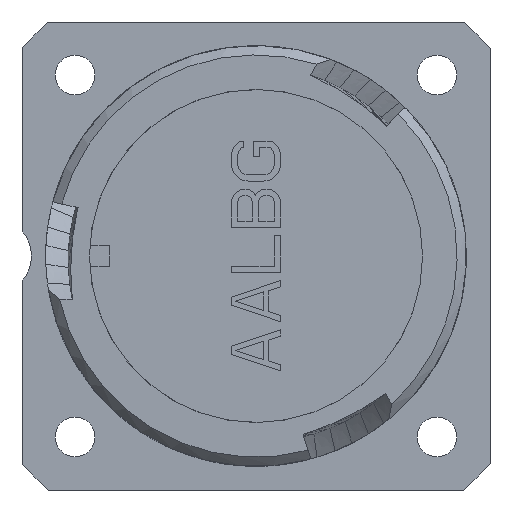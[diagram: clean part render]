
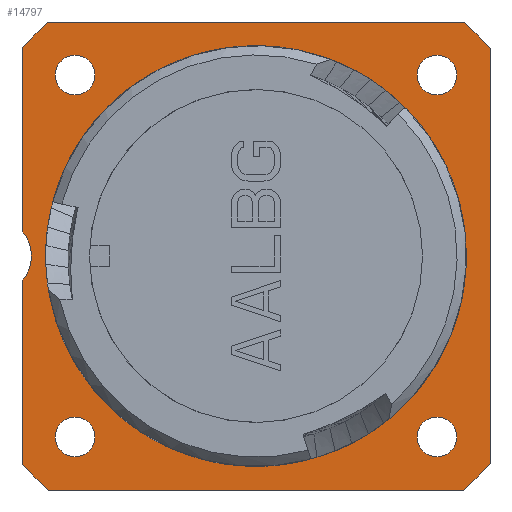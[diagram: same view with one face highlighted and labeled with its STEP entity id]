
A CAD part, left-side view. The second image highlights one B-rep face of the part: STEP entity #14797.
In plain terms, the highlighted planar face has unit normal (-1, 0, 0).
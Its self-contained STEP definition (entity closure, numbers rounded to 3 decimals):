
#599=CARTESIAN_POINT('',(19.,0.,0.));
#600=DIRECTION('',(1.,0.,0.));
#601=DIRECTION('',(0.,1.,0.));
#602=AXIS2_PLACEMENT_3D('',#599,#600,#601);
#1578=CARTESIAN_POINT('',(19.,0.,0.));
#1579=DIRECTION('',(-1.,0.,0.));
#1580=DIRECTION('',(0.,1.,0.));
#1581=AXIS2_PLACEMENT_3D('',#1578,#1579,#1580);
#2878=CARTESIAN_POINT('',(19.,21.42,0.));
#2879=DIRECTION('',(-1.,0.,0.));
#2880=DIRECTION('',(0.,-0.761,-0.649));
#2881=AXIS2_PLACEMENT_3D('',#2878,#2879,#2880);
#2883=DIRECTION('',(0.,0.,1.));
#2884=VECTOR('',#2883,14.794);
#2885=CARTESIAN_POINT('',(19.,19.,2.063));
#2886=LINE('922',#2885,#2884);
#2887=CARTESIAN_POINT('',(19.,0.,0.));
#2888=DIRECTION('',(1.,0.,0.));
#2889=DIRECTION('',(0.,0.748,0.664));
#2890=AXIS2_PLACEMENT_3D('',#2887,#2888,#2889);
#2892=DIRECTION('',(0.,-1.,0.));
#2893=VECTOR('',#2892,33.714);
#2894=CARTESIAN_POINT('',(19.,16.857,19.));
#2895=LINE('751',#2894,#2893);
#2896=CARTESIAN_POINT('',(19.,0.,0.));
#2897=DIRECTION('',(1.,0.,0.));
#2898=DIRECTION('',(0.,-0.664,0.748));
#2899=AXIS2_PLACEMENT_3D('',#2896,#2897,#2898);
#2901=DIRECTION('',(0.,0.,-1.));
#2902=VECTOR('',#2901,33.714);
#2903=CARTESIAN_POINT('',(19.,-19.,16.857));
#2904=LINE('750',#2903,#2902);
#2905=CARTESIAN_POINT('',(19.,0.,0.));
#2906=DIRECTION('',(-1.,0.,0.));
#2907=DIRECTION('',(0.,-0.664,-0.748));
#2908=AXIS2_PLACEMENT_3D('',#2905,#2906,#2907);
#2910=DIRECTION('',(0.,1.,0.));
#2911=VECTOR('',#2910,33.714);
#2912=CARTESIAN_POINT('',(19.,-16.857,-19.));
#2913=LINE('749',#2912,#2911);
#2914=CARTESIAN_POINT('',(19.,0.,0.));
#2915=DIRECTION('',(-1.,0.,0.));
#2916=DIRECTION('',(0.,0.748,-0.664));
#2917=AXIS2_PLACEMENT_3D('',#2914,#2915,#2916);
#2919=DIRECTION('',(0.,0.,1.));
#2920=VECTOR('',#2919,14.794);
#2921=CARTESIAN_POINT('',(19.,19.,-16.857));
#2922=LINE('921',#2921,#2920);
#2923=CARTESIAN_POINT('',(19.,14.695,-14.695));
#2924=DIRECTION('',(1.,0.,0.));
#2925=DIRECTION('',(0.,0.,-1.));
#2926=AXIS2_PLACEMENT_3D('',#2923,#2924,#2925);
#2928=CARTESIAN_POINT('',(19.,14.695,-14.695));
#2929=DIRECTION('',(1.,0.,0.));
#2930=DIRECTION('',(0.,0.,1.));
#2931=AXIS2_PLACEMENT_3D('',#2928,#2929,#2930);
#2933=CARTESIAN_POINT('',(19.,14.695,14.695));
#2934=DIRECTION('',(1.,0.,0.));
#2935=DIRECTION('',(0.,0.,-1.));
#2936=AXIS2_PLACEMENT_3D('',#2933,#2934,#2935);
#2938=CARTESIAN_POINT('',(19.,14.695,14.695));
#2939=DIRECTION('',(1.,0.,0.));
#2940=DIRECTION('',(0.,0.,1.));
#2941=AXIS2_PLACEMENT_3D('',#2938,#2939,#2940);
#2943=CARTESIAN_POINT('',(19.,-14.695,14.695));
#2944=DIRECTION('',(1.,0.,0.));
#2945=DIRECTION('',(0.,0.,-1.));
#2946=AXIS2_PLACEMENT_3D('',#2943,#2944,#2945);
#2948=CARTESIAN_POINT('',(19.,-14.695,14.695));
#2949=DIRECTION('',(1.,0.,0.));
#2950=DIRECTION('',(0.,0.,1.));
#2951=AXIS2_PLACEMENT_3D('',#2948,#2949,#2950);
#2953=CARTESIAN_POINT('',(19.,-14.695,-14.695));
#2954=DIRECTION('',(1.,0.,0.));
#2955=DIRECTION('',(0.,0.,-1.));
#2956=AXIS2_PLACEMENT_3D('',#2953,#2954,#2955);
#2958=CARTESIAN_POINT('',(19.,-14.695,-14.695));
#2959=DIRECTION('',(1.,0.,0.));
#2960=DIRECTION('',(0.,0.,1.));
#2961=AXIS2_PLACEMENT_3D('',#2958,#2959,#2960);
#5966=CARTESIAN_POINT('',(19.,17.08,0.));
#5967=CARTESIAN_POINT('',(19.,-17.08,0.));
#5968=VERTEX_POINT('',#5966);
#5969=VERTEX_POINT('',#5967);
#5982=CARTESIAN_POINT('',(19.,-16.857,-19.));
#5983=CARTESIAN_POINT('',(19.,16.857,-19.));
#5984=VERTEX_POINT('',#5982);
#5985=VERTEX_POINT('',#5983);
#5986=CARTESIAN_POINT('',(19.,-19.,16.857));
#5987=CARTESIAN_POINT('',(19.,-19.,-16.857));
#5988=VERTEX_POINT('',#5986);
#5989=VERTEX_POINT('',#5987);
#5990=CARTESIAN_POINT('',(19.,16.857,19.));
#5991=CARTESIAN_POINT('',(19.,-16.857,19.));
#5992=VERTEX_POINT('',#5990);
#5993=VERTEX_POINT('',#5991);
#6117=CARTESIAN_POINT('',(19.,14.695,-16.31));
#6118=CARTESIAN_POINT('',(19.,14.695,-13.08));
#6119=VERTEX_POINT('',#6117);
#6120=VERTEX_POINT('',#6118);
#6121=CARTESIAN_POINT('',(19.,14.695,13.08));
#6122=CARTESIAN_POINT('',(19.,14.695,16.31));
#6123=VERTEX_POINT('',#6121);
#6124=VERTEX_POINT('',#6122);
#6125=CARTESIAN_POINT('',(19.,-14.695,13.08));
#6126=CARTESIAN_POINT('',(19.,-14.695,16.31));
#6127=VERTEX_POINT('',#6125);
#6128=VERTEX_POINT('',#6126);
#6129=CARTESIAN_POINT('',(19.,-14.695,-16.31));
#6130=CARTESIAN_POINT('',(19.,-14.695,-13.08));
#6131=VERTEX_POINT('',#6129);
#6132=VERTEX_POINT('',#6130);
#6133=CARTESIAN_POINT('',(19.,19.,16.857));
#6135=VERTEX_POINT('',#6133);
#6137=CARTESIAN_POINT('',(19.,19.,-16.857));
#6139=VERTEX_POINT('',#6137);
#6165=CARTESIAN_POINT('',(19.,19.,-2.063));
#6166=CARTESIAN_POINT('',(19.,19.,2.063));
#6167=VERTEX_POINT('',#6165);
#6168=VERTEX_POINT('',#6166);
#14742=CARTESIAN_POINT('',(19.,0.,0.));
#14743=DIRECTION('',(1.,0.,0.));
#14744=DIRECTION('',(0.,-1.,0.));
#14745=AXIS2_PLACEMENT_3D('',#14742,#14743,#14744);
#14746=PLANE('250',#14745);
#14748=ORIENTED_EDGE('916',*,*,#14747,.T.);
#14750=ORIENTED_EDGE('922',*,*,#14749,.T.);
#14752=ORIENTED_EDGE('898',*,*,#14751,.T.);
#14754=ORIENTED_EDGE('751',*,*,#14753,.T.);
#14756=ORIENTED_EDGE('899',*,*,#14755,.T.);
#14758=ORIENTED_EDGE('750',*,*,#14757,.T.);
#14760=ORIENTED_EDGE('903',*,*,#14759,.F.);
#14762=ORIENTED_EDGE('749',*,*,#14761,.T.);
#14764=ORIENTED_EDGE('902',*,*,#14763,.F.);
#14766=ORIENTED_EDGE('921',*,*,#14765,.T.);
#14767=EDGE_LOOP('250',(#14748,#14750,#14752,#14754,#14756,#14758,#14760,#14762,
#14764,#14766));
#14768=FACE_OUTER_BOUND('250',#14767,.F.);
#14769=ORIENTED_EDGE('745',*,*,#10909,.T.);
#14770=ORIENTED_EDGE('744',*,*,#8021,.F.);
#14771=EDGE_LOOP('250',(#14769,#14770));
#14772=FACE_BOUND('250',#14771,.F.);
#14774=ORIENTED_EDGE('872',*,*,#14773,.F.);
#14776=ORIENTED_EDGE('873',*,*,#14775,.F.);
#14777=EDGE_LOOP('250',(#14774,#14776));
#14778=FACE_BOUND('250',#14777,.F.);
#14780=ORIENTED_EDGE('874',*,*,#14779,.F.);
#14782=ORIENTED_EDGE('875',*,*,#14781,.F.);
#14783=EDGE_LOOP('250',(#14780,#14782));
#14784=FACE_BOUND('250',#14783,.F.);
#14786=ORIENTED_EDGE('876',*,*,#14785,.F.);
#14788=ORIENTED_EDGE('877',*,*,#14787,.F.);
#14789=EDGE_LOOP('250',(#14786,#14788));
#14790=FACE_BOUND('250',#14789,.F.);
#14792=ORIENTED_EDGE('878',*,*,#14791,.F.);
#14794=ORIENTED_EDGE('879',*,*,#14793,.F.);
#14795=EDGE_LOOP('250',(#14792,#14794));
#14796=FACE_BOUND('250',#14795,.F.);
#603=CIRCLE('744',#602,17.08);
#1582=CIRCLE('745',#1581,17.08);
#2882=CIRCLE('916',#2881,3.18);
#2891=CIRCLE('898',#2890,25.4);
#2900=CIRCLE('899',#2899,25.4);
#2909=CIRCLE('903',#2908,25.4);
#2918=CIRCLE('902',#2917,25.4);
#2927=CIRCLE('872',#2926,1.615);
#2932=CIRCLE('873',#2931,1.615);
#2937=CIRCLE('874',#2936,1.615);
#2942=CIRCLE('875',#2941,1.615);
#2947=CIRCLE('876',#2946,1.615);
#2952=CIRCLE('877',#2951,1.615);
#2957=CIRCLE('878',#2956,1.615);
#2962=CIRCLE('879',#2961,1.615);
#8021=EDGE_CURVE('744',#5968,#5969,#603,.T.);
#10909=EDGE_CURVE('745',#5968,#5969,#1582,.T.);
#14747=EDGE_CURVE('916',#6167,#6168,#2882,.T.);
#14749=EDGE_CURVE('922',#6168,#6135,#2886,.T.);
#14751=EDGE_CURVE('898',#6135,#5992,#2891,.T.);
#14753=EDGE_CURVE('751',#5992,#5993,#2895,.T.);
#14755=EDGE_CURVE('899',#5993,#5988,#2900,.T.);
#14757=EDGE_CURVE('750',#5988,#5989,#2904,.T.);
#14759=EDGE_CURVE('903',#5984,#5989,#2909,.T.);
#14761=EDGE_CURVE('749',#5984,#5985,#2913,.T.);
#14763=EDGE_CURVE('902',#6139,#5985,#2918,.T.);
#14765=EDGE_CURVE('921',#6139,#6167,#2922,.T.);
#14773=EDGE_CURVE('872',#6119,#6120,#2927,.T.);
#14775=EDGE_CURVE('873',#6120,#6119,#2932,.T.);
#14779=EDGE_CURVE('874',#6123,#6124,#2937,.T.);
#14781=EDGE_CURVE('875',#6124,#6123,#2942,.T.);
#14785=EDGE_CURVE('876',#6127,#6128,#2947,.T.);
#14787=EDGE_CURVE('877',#6128,#6127,#2952,.T.);
#14791=EDGE_CURVE('878',#6131,#6132,#2957,.T.);
#14793=EDGE_CURVE('879',#6132,#6131,#2962,.T.);
#14797=ADVANCED_FACE('250',(#14768,#14772,#14778,#14784,#14790,#14796),#14746,
.F.);
